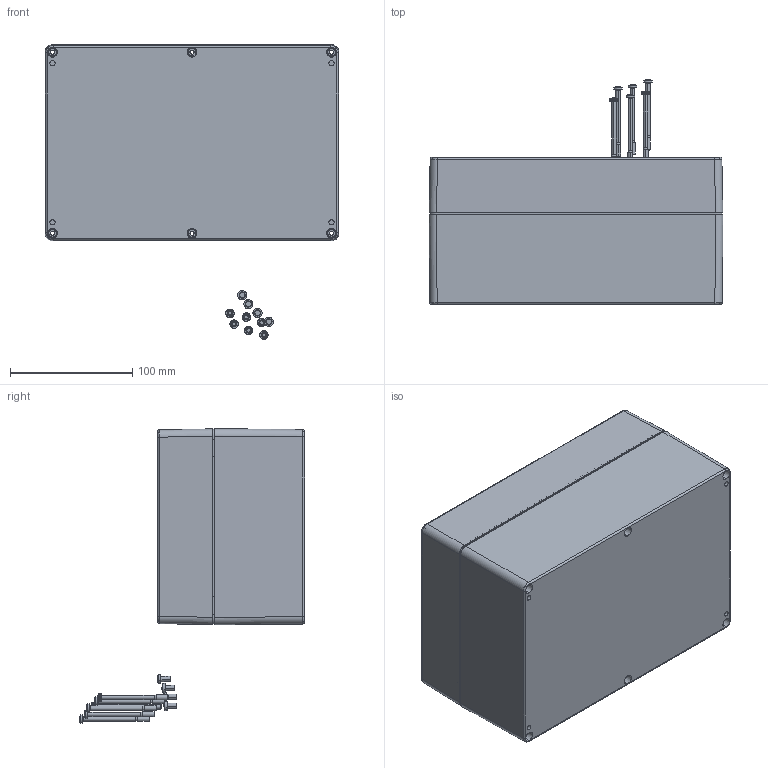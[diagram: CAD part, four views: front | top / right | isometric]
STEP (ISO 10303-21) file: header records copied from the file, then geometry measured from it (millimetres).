
FILE_DESCRIPTION (( 'STEP AP214' ), '1' );
FILE_NAME ('09162412.STEP', '2008-10-17T09:37:49', ( ' ' ), ( '' ), 'SwSTEP 2.0', 'SolidWorks 2008', '' );
FILE_SCHEMA (( 'AUTOMOTIVE_DESIGN' ));
Length unit declared in the file: millimetre
Products named in the file (9): 82002_im Deckel eingebaut; 37087_Standard; 38872_Standard; 31090-Einpressbuchse_Standard; 51009_Standard; 93214_WN1442 D4,5x7,8; 5200.014.0_Standard; 09162412
Assembly tree (21 placements, depth 3):
  09162412
    82002_im Deckel eingebaut
    37087_Standard
      31090-Einpressbuchse_Standard  x6
      37087_Standard
    38872_Standard
    51009_Standard
      93214_WN1442 D4,5x7,8  x4
      5200.014.0_Standard  x6
Bounding box: 240.25 x 184.02 x 240.77 mm (x, y, z)
Volume: 607193.8 mm3; surface area: 377262.2 mm2
Topology: 19 solids, 19 shells, 2006 faces, 4920 edges, 3014 vertices
Faces by surface type: plane 841, cylinder 383, bspline 328, cone 276, torus 166, sphere 12
Entity records: 54838 total; most frequent: CARTESIAN_POINT 25124, ORIENTED_EDGE 6508, DIRECTION 5680, EDGE_CURVE 3254, AXIS2_PLACEMENT_3D 2122, VERTEX_POINT 1952, EDGE_LOOP 1460, VECTOR 1436
